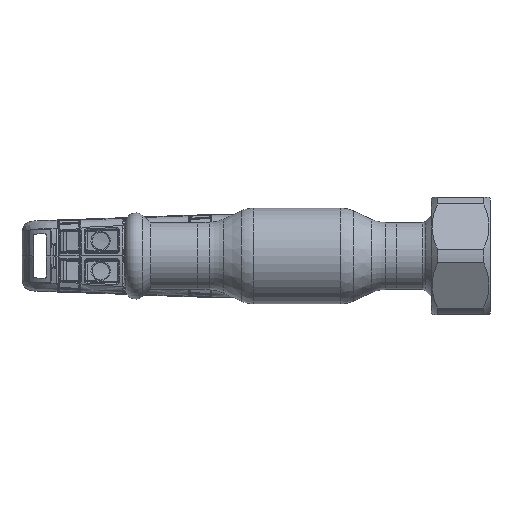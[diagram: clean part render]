
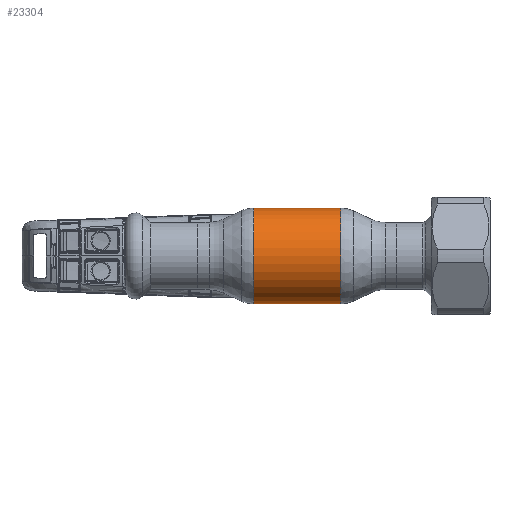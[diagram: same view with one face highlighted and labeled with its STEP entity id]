
A CAD part, front view. The second image highlights one B-rep face of the part: STEP entity #23304.
In plain terms, the highlighted cylindrical face has radius 13 mm (diameter 26 mm), a partial arc.
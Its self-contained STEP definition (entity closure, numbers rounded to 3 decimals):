
#1343 = DIRECTION ( 'NONE',  ( -1., 0., 0. ) ) ;
#1569 = CARTESIAN_POINT ( 'NONE',  ( 11.876, 0., 13. ) ) ;
#2132 = VECTOR ( 'NONE', #39290, 1000. ) ;
#5721 = CARTESIAN_POINT ( 'NONE',  ( 11.876, 0., 0. ) ) ;
#7447 = VECTOR ( 'NONE', #61741, 1000. ) ;
#10075 = CARTESIAN_POINT ( 'NONE',  ( -11.876, 0., 13. ) ) ;
#11179 = EDGE_LOOP ( 'NONE', ( #13812, #28672, #20973, #27547 ) ) ;
#11489 = FACE_OUTER_BOUND ( 'NONE', #11179, .T. ) ;
#13769 = CIRCLE ( 'NONE', #30815, 13. ) ;
#13812 = ORIENTED_EDGE ( 'NONE', *, *, #42934, .F. ) ;
#16224 = CARTESIAN_POINT ( 'NONE',  ( 11.876, 0., -13. ) ) ;
#20973 = ORIENTED_EDGE ( 'NONE', *, *, #59397, .T. ) ;
#23304 = ADVANCED_FACE ( 'NONE', ( #11489 ), #26294, .T. ) ;
#25694 = CARTESIAN_POINT ( 'NONE',  ( -11.876, 0., -13. ) ) ;
#26294 = CYLINDRICAL_SURFACE ( 'NONE', #53923, 13. ) ;
#27547 = ORIENTED_EDGE ( 'NONE', *, *, #58269, .F. ) ;
#27916 = LINE ( 'NONE', #32988, #2132 ) ;
#28672 = ORIENTED_EDGE ( 'NONE', *, *, #59032, .T. ) ;
#28721 = VERTEX_POINT ( 'NONE', #16224 ) ;
#30815 = AXIS2_PLACEMENT_3D ( 'NONE', #35438, #35652, #55484 ) ;
#32988 = CARTESIAN_POINT ( 'NONE',  ( -62.69, 0., -13. ) ) ;
#35438 = CARTESIAN_POINT ( 'NONE',  ( -11.876, 0., 0. ) ) ;
#35458 = CIRCLE ( 'NONE', #62834, 13. ) ;
#35652 = DIRECTION ( 'NONE',  ( -1., 0., 0. ) ) ;
#36759 = CARTESIAN_POINT ( 'NONE',  ( -62.69, 0., 13. ) ) ;
#37754 = LINE ( 'NONE', #36759, #7447 ) ;
#39290 = DIRECTION ( 'NONE',  ( -1., 0., 0. ) ) ;
#41367 = DIRECTION ( 'NONE',  ( 0., 0., 1. ) ) ;
#42934 = EDGE_CURVE ( 'NONE', #28721, #49504, #27916, .T. ) ;
#49504 = VERTEX_POINT ( 'NONE', #25694 ) ;
#53923 = AXIS2_PLACEMENT_3D ( 'NONE', #58649, #54106, #59070 ) ;
#54106 = DIRECTION ( 'NONE',  ( -1., 0., 0. ) ) ;
#55484 = DIRECTION ( 'NONE',  ( 0., 0., 1. ) ) ;
#57912 = VERTEX_POINT ( 'NONE', #1569 ) ;
#58269 = EDGE_CURVE ( 'NONE', #49504, #62637, #13769, .T. ) ;
#58649 = CARTESIAN_POINT ( 'NONE',  ( -62.69, 0., 0. ) ) ;
#59032 = EDGE_CURVE ( 'NONE', #28721, #57912, #35458, .T. ) ;
#59070 = DIRECTION ( 'NONE',  ( 0., 0., 1. ) ) ;
#59397 = EDGE_CURVE ( 'NONE', #57912, #62637, #37754, .T. ) ;
#61741 = DIRECTION ( 'NONE',  ( -1., 0., 0. ) ) ;
#62637 = VERTEX_POINT ( 'NONE', #10075 ) ;
#62834 = AXIS2_PLACEMENT_3D ( 'NONE', #5721, #1343, #41367 ) ;
